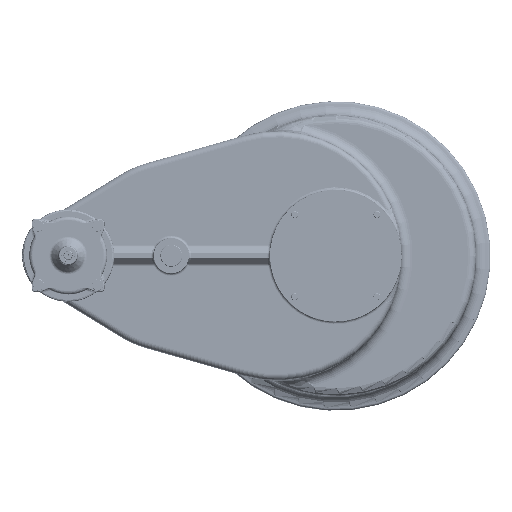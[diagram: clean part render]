
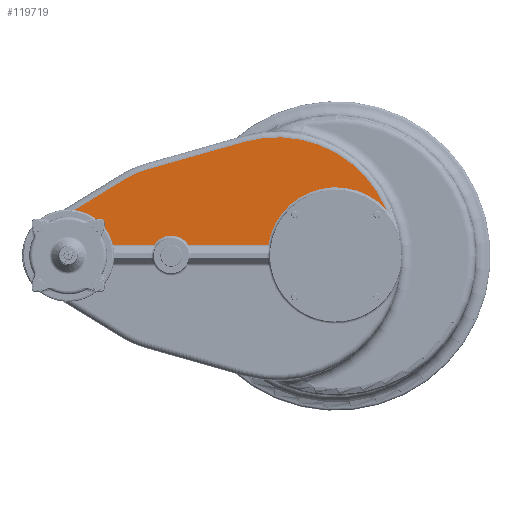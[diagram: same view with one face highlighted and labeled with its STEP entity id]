
A CAD part, top view. The second image highlights one B-rep face of the part: STEP entity #119719.
In plain terms, the highlighted planar face has unit normal (0, 0, 1).
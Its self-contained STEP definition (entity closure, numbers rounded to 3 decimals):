
#7391=LINE('',#227777,#13464);
#7393=LINE('',#227783,#13466);
#7395=LINE('',#227792,#13468);
#7396=LINE('',#227795,#13469);
#7397=LINE('',#227805,#13470);
#7408=LINE('',#227943,#13481);
#13464=VECTOR('',#160232,1000.);
#13466=VECTOR('',#160238,1000.);
#13468=VECTOR('',#160250,1000.);
#13469=VECTOR('',#160255,1000.);
#13470=VECTOR('',#160268,1000.);
#13481=VECTOR('',#160357,1000.);
#17599=PLANE('',#131984);
#51726=ORIENTED_EDGE('',*,*,#75377,.T.);
#51727=ORIENTED_EDGE('',*,*,#75416,.T.);
#51728=ORIENTED_EDGE('',*,*,#75419,.T.);
#51729=ORIENTED_EDGE('',*,*,#75376,.T.);
#51730=ORIENTED_EDGE('',*,*,#75373,.T.);
#51731=ORIENTED_EDGE('',*,*,#75371,.T.);
#51732=ORIENTED_EDGE('',*,*,#75368,.T.);
#51733=ORIENTED_EDGE('',*,*,#75366,.T.);
#51734=ORIENTED_EDGE('',*,*,#75364,.T.);
#51735=ORIENTED_EDGE('',*,*,#75361,.T.);
#51736=ORIENTED_EDGE('',*,*,#75358,.T.);
#75358=EDGE_CURVE('',#89474,#89478,#7391,.T.);
#75361=EDGE_CURVE('',#89513,#89474,#7393,.T.);
#75364=EDGE_CURVE('',#89515,#89513,#98952,.T.);
#75366=EDGE_CURVE('',#89504,#89515,#7395,.T.);
#75368=EDGE_CURVE('',#89517,#89504,#7396,.F.);
#75371=EDGE_CURVE('',#89518,#89517,#98956,.F.);
#75373=EDGE_CURVE('',#89519,#89518,#7397,.F.);
#75376=EDGE_CURVE('',#89520,#89519,#98960,.F.);
#75377=EDGE_CURVE('',#89478,#89496,#98961,.T.);
#75416=EDGE_CURVE('',#89496,#89543,#7408,.T.);
#75419=EDGE_CURVE('',#89543,#89520,#98980,.T.);
#89474=VERTEX_POINT('',#227511);
#89478=VERTEX_POINT('',#227525);
#89496=VERTEX_POINT('',#227674);
#89504=VERTEX_POINT('',#227722);
#89513=VERTEX_POINT('',#227780);
#89515=VERTEX_POINT('',#227786);
#89517=VERTEX_POINT('',#227796);
#89518=VERTEX_POINT('',#227800);
#89519=VERTEX_POINT('',#227804);
#89520=VERTEX_POINT('',#227808);
#89543=VERTEX_POINT('',#227942);
#98952=CIRCLE('',#131934,24.);
#98956=CIRCLE('',#131941,204.);
#98960=CIRCLE('',#131947,270.);
#98961=CIRCLE('',#131949,46.);
#98980=CIRCLE('',#131985,156.1);
#105632=EDGE_LOOP('',(#51726,#51727,#51728,#51729,#51730,#51731,#51732,
#51733,#51734,#51735,#51736));
#112693=FACE_BOUND('',#105632,.T.);
#119719=ADVANCED_FACE('',(#112693),#17599,.F.);
#131934=AXIS2_PLACEMENT_3D('',#227789,#160245,#160246);
#131941=AXIS2_PLACEMENT_3D('',#227801,#160262,#160263);
#131947=AXIS2_PLACEMENT_3D('',#227811,#160275,#160276);
#131949=AXIS2_PLACEMENT_3D('',#227813,#160279,#160280);
#131984=AXIS2_PLACEMENT_3D('',#227969,#160360,#160361);
#131985=AXIS2_PLACEMENT_3D('',#227970,#160362,#160363);
#160232=DIRECTION('',(1.,0.,0.));
#160238=DIRECTION('',(0.,-1.,0.));
#160245=DIRECTION('',(0.,0.,-1.));
#160246=DIRECTION('',(-1.,0.,0.));
#160250=DIRECTION('',(1.,0.,0.));
#160255=DIRECTION('',(0.852,0.523,0.));
#160262=DIRECTION('',(0.,0.,-1.));
#160263=DIRECTION('',(-1.,0.,0.));
#160268=DIRECTION('',(0.962,0.274,0.));
#160275=DIRECTION('',(0.,0.,-1.));
#160276=DIRECTION('',(-1.,0.,0.));
#160279=DIRECTION('',(0.,0.,-1.));
#160280=DIRECTION('',(-1.,0.,0.));
#160357=DIRECTION('',(1.,0.,0.));
#160360=DIRECTION('',(0.,0.,-1.));
#160361=DIRECTION('',(-1.,0.,0.));
#160362=DIRECTION('',(0.,0.,-1.));
#160363=DIRECTION('',(-1.,0.,0.));
#227511=CARTESIAN_POINT('',(-531.6,23.485,343.));
#227525=CARTESIAN_POINT('',(-414.453,23.485,343.));
#227674=CARTESIAN_POINT('',(-335.347,23.485,343.));
#227722=CARTESIAN_POINT('',(-637.043,78.5,343.));
#227777=CARTESIAN_POINT('',(-413.355,23.485,343.));
#227780=CARTESIAN_POINT('',(-531.6,54.5,343.));
#227783=CARTESIAN_POINT('',(-531.6,0.,343.));
#227786=CARTESIAN_POINT('',(-555.6,78.5,343.));
#227789=CARTESIAN_POINT('',(-555.6,54.5,343.));
#227792=CARTESIAN_POINT('',(-610.1,78.5,343.));
#227795=CARTESIAN_POINT('',(-652.46,69.041,343.));
#227796=CARTESIAN_POINT('',(-481.584,173.881,343.));
#227800=CARTESIAN_POINT('',(-430.79,196.194,343.));
#227801=CARTESIAN_POINT('',(-374.9,0.,343.));
#227804=CARTESIAN_POINT('',(-207.973,259.669,343.));
#227805=CARTESIAN_POINT('',(-430.79,196.194,343.));
#227808=CARTESIAN_POINT('',(114.093,106.537,343.));
#227811=CARTESIAN_POINT('',(-134.,0.,343.));
#227813=CARTESIAN_POINT('',(-374.9,0.,343.));
#227942=CARTESIAN_POINT('',(-154.323,23.485,343.));
#227943=CARTESIAN_POINT('',(-154.681,23.485,343.));
#227969=CARTESIAN_POINT('',(-610.1,0.,343.));
#227970=CARTESIAN_POINT('',(0.,0.,343.));
